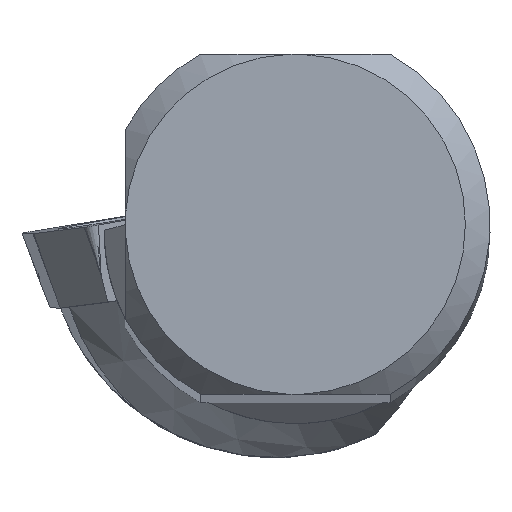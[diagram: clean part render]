
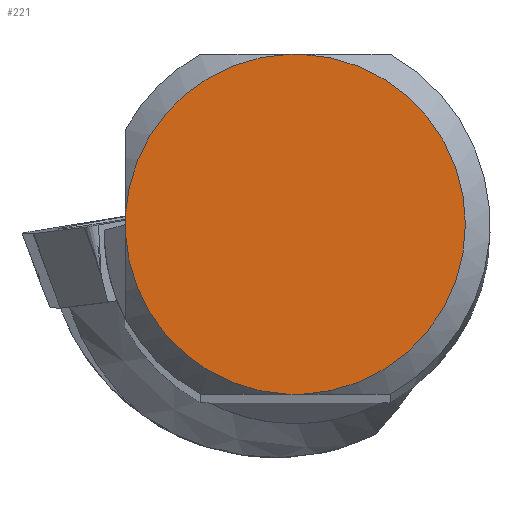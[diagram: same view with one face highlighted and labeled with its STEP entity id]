
A CAD part, top view. The second image highlights one B-rep face of the part: STEP entity #221.
In plain terms, the highlighted planar face has unit normal (0, 0, 1).
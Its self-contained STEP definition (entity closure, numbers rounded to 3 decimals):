
#168=FACE_OUTER_BOUND('',#319,.T.);
#221=ADVANCED_FACE('',(#168),#252,.T.);
#252=PLANE('',#1193);
#319=EDGE_LOOP('',(#555,#556,#557,#558,#559,#560));
#359=CIRCLE('',#1186,3.463);
#360=CIRCLE('',#1188,3.463);
#361=CIRCLE('',#1192,3.463);
#555=ORIENTED_EDGE('',*,*,#865,.F.);
#556=ORIENTED_EDGE('',*,*,#857,.T.);
#557=ORIENTED_EDGE('',*,*,#866,.F.);
#558=ORIENTED_EDGE('',*,*,#867,.T.);
#559=ORIENTED_EDGE('',*,*,#868,.F.);
#560=ORIENTED_EDGE('',*,*,#859,.T.);
#732=VERTEX_POINT('',#1891);
#734=VERTEX_POINT('',#1898);
#735=VERTEX_POINT('',#1905);
#736=VERTEX_POINT('',#1907);
#737=VERTEX_POINT('',#1927);
#738=VERTEX_POINT('',#1929);
#857=EDGE_CURVE('',#732,#734,#359,.T.);
#859=EDGE_CURVE('',#736,#735,#360,.T.);
#865=EDGE_CURVE('',#732,#735,#942,.T.);
#866=EDGE_CURVE('',#737,#734,#943,.T.);
#867=EDGE_CURVE('',#737,#738,#361,.T.);
#868=EDGE_CURVE('',#736,#738,#944,.T.);
#942=LINE('',#1925,#1013);
#943=LINE('',#1926,#1014);
#944=LINE('',#1930,#1015);
#1013=VECTOR('',#1442,1.);
#1014=VECTOR('',#1443,1.);
#1015=VECTOR('',#1446,1.);
#1186=AXIS2_PLACEMENT_3D('',#1899,#1428,#1429);
#1188=AXIS2_PLACEMENT_3D('',#1906,#1432,#1433);
#1192=AXIS2_PLACEMENT_3D('',#1928,#1444,#1445);
#1193=AXIS2_PLACEMENT_3D('',#1931,#1447,#1448);
#1428=DIRECTION('',(0.,0.,1.));
#1429=DIRECTION('',(1.,0.,0.));
#1432=DIRECTION('',(0.,0.,1.));
#1433=DIRECTION('',(1.,0.,0.));
#1442=DIRECTION('',(-1.,0.,0.));
#1443=DIRECTION('',(1.,0.,0.));
#1444=DIRECTION('',(0.,0.,1.));
#1445=DIRECTION('',(1.,0.,0.));
#1446=DIRECTION('',(0.,1.,0.));
#1447=DIRECTION('',(0.,0.,1.));
#1448=DIRECTION('',(1.,0.,0.));
#1891=CARTESIAN_POINT('',(0.132,-3.46,0.));
#1898=CARTESIAN_POINT('',(0.132,3.46,0.));
#1899=CARTESIAN_POINT('',(0.,0.,0.));
#1905=CARTESIAN_POINT('',(-0.132,-3.46,0.));
#1906=CARTESIAN_POINT('',(0.,0.,0.));
#1907=CARTESIAN_POINT('',(-3.458,-0.186,0.));
#1925=CARTESIAN_POINT('',(4.468,-3.46,0.));
#1926=CARTESIAN_POINT('',(-3.458,3.46,0.));
#1927=CARTESIAN_POINT('',(-0.132,3.46,0.));
#1928=CARTESIAN_POINT('',(0.,0.,0.));
#1929=CARTESIAN_POINT('',(-3.458,0.186,0.));
#1930=CARTESIAN_POINT('',(-3.458,-3.46,0.));
#1931=CARTESIAN_POINT('',(0.,0.,
0.));
